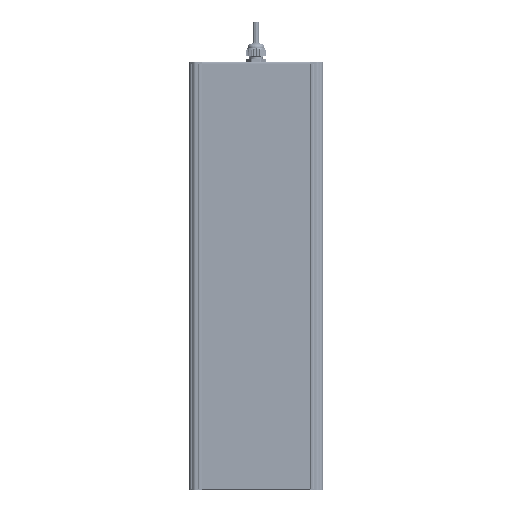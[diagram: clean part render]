
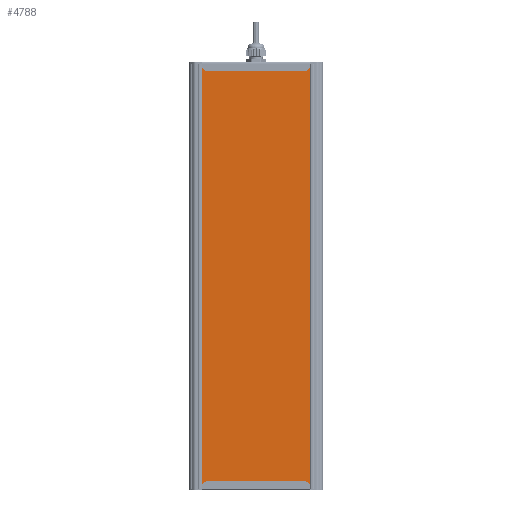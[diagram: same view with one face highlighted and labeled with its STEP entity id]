
A CAD part, front view. The second image highlights one B-rep face of the part: STEP entity #4788.
In plain terms, the highlighted face is planar.
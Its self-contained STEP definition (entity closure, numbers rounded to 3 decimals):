
#4788=ADVANCED_FACE('',(#16736),#16738,.T.);
#16736=FACE_BOUND('',#16737,.T.);
#16737=EDGE_LOOP('',(#49977,#49978,#49979,#49980));
#16738=PLANE('',#16739);
#16739=AXIS2_PLACEMENT_3D('',#16740,#16741,#16742);
#16740=CARTESIAN_POINT('',(2111.497,401.002,-34.582));
#16741=DIRECTION('',(0.,0.,-1.));
#16742=DIRECTION('',(0.,1.,0.));
#49977=ORIENTED_EDGE('',*,*,#59287,.F.);
#49978=ORIENTED_EDGE('',*,*,#59286,.T.);
#49979=ORIENTED_EDGE('',*,*,#59288,.F.);
#49980=ORIENTED_EDGE('',*,*,#59289,.F.);
#59286=EDGE_CURVE('',#66234,#66238,#66240,.T.);
#59287=EDGE_CURVE('',#66234,#66241,#66242,.T.);
#59288=EDGE_CURVE('',#66243,#66238,#66244,.T.);
#59289=EDGE_CURVE('',#66241,#66243,#66245,.T.);
#66234=VERTEX_POINT('',#87236);
#66238=VERTEX_POINT('',#87244);
#66240=LINE('',#87248,#87249);
#66241=VERTEX_POINT('',#87251);
#66242=LINE('',#87252,#87253);
#66243=VERTEX_POINT('',#87255);
#66244=LINE('',#87256,#87257);
#66245=LINE('',#87259,#87260);
#87236=CARTESIAN_POINT('',(2111.497,565.13,-34.582));
#87244=CARTESIAN_POINT('',(2707.497,565.13,-34.582));
#87248=CARTESIAN_POINT('',(2111.497,565.13,-34.582));
#87249=VECTOR('',#87250,1.);
#87250=DIRECTION('',(1.,0.,0.));
#87251=CARTESIAN_POINT('',(2111.497,401.002,-34.582));
#87252=CARTESIAN_POINT('',(2111.497,565.13,-34.582));
#87253=VECTOR('',#87254,1.);
#87254=DIRECTION('',(0.,-1.,0.));
#87255=CARTESIAN_POINT('',(2707.497,401.002,-34.582));
#87256=CARTESIAN_POINT('',(2707.497,401.002,-34.582));
#87257=VECTOR('',#87258,1.);
#87258=DIRECTION('',(0.,1.,0.));
#87259=CARTESIAN_POINT('',(2111.497,401.002,-34.582));
#87260=VECTOR('',#87261,1.);
#87261=DIRECTION('',(1.,0.,0.));
